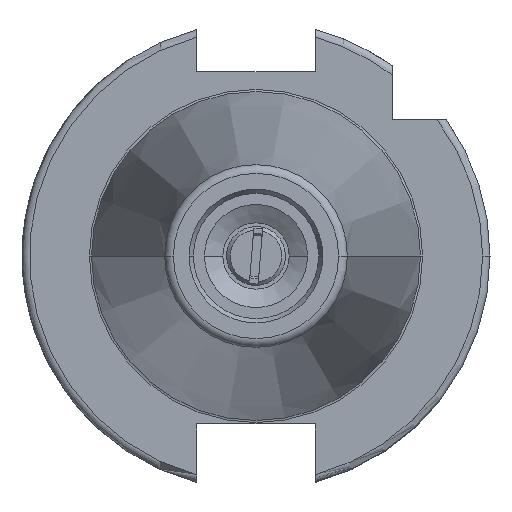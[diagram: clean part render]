
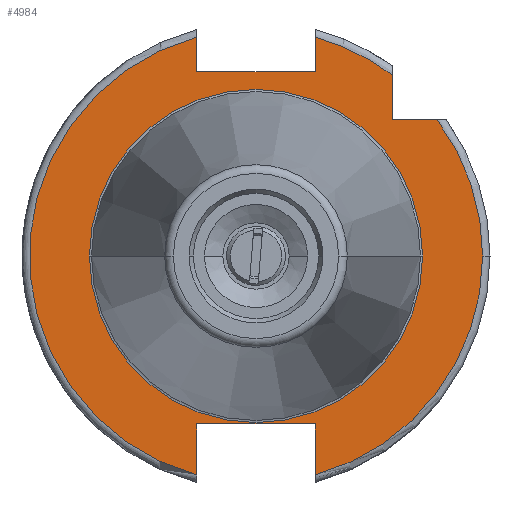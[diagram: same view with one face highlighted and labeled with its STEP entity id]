
A CAD part, left-side view. The second image highlights one B-rep face of the part: STEP entity #4984.
In plain terms, the highlighted planar face has unit normal (-1, 0, 0).
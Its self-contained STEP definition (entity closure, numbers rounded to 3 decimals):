
#4715 = VERTEX_POINT ( 'NONE', #14441 ) ;
#4717 = EDGE_CURVE ( 'NONE', #4715, #4718, #14440, .T. ) ;
#4718 = VERTEX_POINT ( 'NONE', #14435 ) ;
#4883 = EDGE_CURVE ( 'NONE', #4884, #4908, #14828, .T. ) ;
#4884 = VERTEX_POINT ( 'NONE', #14823 ) ;
#4908 = VERTEX_POINT ( 'NONE', #14887 ) ;
#4925 = EDGE_LOOP ( 'NONE', ( #4985, #4987 ) ) ;
#4965 = EDGE_CURVE ( 'NONE', #5048, #4991, #14968, .T. ) ;
#4970 = EDGE_CURVE ( 'NONE', #4971, #4995, #15023, .T. ) ;
#4971 = VERTEX_POINT ( 'NONE', #15019 ) ;
#4972 = ORIENTED_EDGE ( 'NONE', *, *, #4973, .F. ) ;
#4973 = EDGE_CURVE ( 'NONE', #4974, #4971, #15018, .T. ) ;
#4974 = VERTEX_POINT ( 'NONE', #15014 ) ;
#4975 = ORIENTED_EDGE ( 'NONE', *, *, #4976, .T. ) ;
#4976 = EDGE_CURVE ( 'NONE', #4974, #4977, #15013, .T. ) ;
#4977 = VERTEX_POINT ( 'NONE', #15008 ) ;
#4978 = ORIENTED_EDGE ( 'NONE', *, *, #4979, .T. ) ;
#4979 = EDGE_CURVE ( 'NONE', #4977, #4980, #15007, .T. ) ;
#4980 = VERTEX_POINT ( 'NONE', #15003 ) ;
#4981 = ORIENTED_EDGE ( 'NONE', *, *, #4982, .F. ) ;
#4982 = EDGE_CURVE ( 'NONE', #4983, #4980, #15002, .T. ) ;
#4983 = VERTEX_POINT ( 'NONE', #14998 ) ;
#4984 = ADVANCED_FACE ( 'NONE', ( #14997, #14996 ), #14995, .F. ) ;
#4985 = ORIENTED_EDGE ( 'NONE', *, *, #4986, .F. ) ;
#4986 = EDGE_CURVE ( 'NONE', #4718, #4715, #15051, .T. ) ;
#4987 = ORIENTED_EDGE ( 'NONE', *, *, #4717, .F. ) ;
#4988 = EDGE_LOOP ( 'NONE', ( #4989, #4992, #4993, #4996, #4972, #4975, #4978, #4981, #5040, #5043, #5046, #5049 ) ) ;
#4989 = ORIENTED_EDGE ( 'NONE', *, *, #4990, .F. ) ;
#4990 = EDGE_CURVE ( 'NONE', #4884, #4991, #15046, .T. ) ;
#4991 = VERTEX_POINT ( 'NONE', #15042 ) ;
#4992 = ORIENTED_EDGE ( 'NONE', *, *, #4883, .T. ) ;
#4993 = ORIENTED_EDGE ( 'NONE', *, *, #4994, .T. ) ;
#4994 = EDGE_CURVE ( 'NONE', #4908, #4995, #15041, .T. ) ;
#4995 = VERTEX_POINT ( 'NONE', #15036 ) ;
#4996 = ORIENTED_EDGE ( 'NONE', *, *, #4970, .F. ) ;
#5040 = ORIENTED_EDGE ( 'NONE', *, *, #5041, .T. ) ;
#5041 = EDGE_CURVE ( 'NONE', #4983, #5042, #15118, .T. ) ;
#5042 = VERTEX_POINT ( 'NONE', #15114 ) ;
#5043 = ORIENTED_EDGE ( 'NONE', *, *, #5044, .T. ) ;
#5044 = EDGE_CURVE ( 'NONE', #5042, #5045, #15177, .T. ) ;
#5045 = VERTEX_POINT ( 'NONE', #15113 ) ;
#5046 = ORIENTED_EDGE ( 'NONE', *, *, #5047, .F. ) ;
#5047 = EDGE_CURVE ( 'NONE', #5048, #5045, #15172, .T. ) ;
#5048 = VERTEX_POINT ( 'NONE', #15168 ) ;
#5049 = ORIENTED_EDGE ( 'NONE', *, *, #4965, .T. ) ;
#14435 = CARTESIAN_POINT ( 'NONE',  ( 3.679, -22.625, 0. ) ) ;
#14436 = DIRECTION ( 'NONE',  ( 0., -1., 0. ) ) ;
#14437 = DIRECTION ( 'NONE',  ( -1., 0., 0. ) ) ;
#14438 = CARTESIAN_POINT ( 'NONE',  ( 3.679, 0., 0. ) ) ;
#14439 = AXIS2_PLACEMENT_3D ( 'NONE', #14438, #14437, #14436 ) ;
#14440 = CIRCLE ( 'NONE', #14439, 22.625 ) ;
#14441 = CARTESIAN_POINT ( 'NONE',  ( 3.679, 22.625, 0. ) ) ;
#14823 = CARTESIAN_POINT ( 'NONE',  ( 3.679, -8.05, -29.704 ) ) ;
#14824 = DIRECTION ( 'NONE',  ( 0., -1., 0. ) ) ;
#14825 = DIRECTION ( 'NONE',  ( -1., 0., 0. ) ) ;
#14826 = CARTESIAN_POINT ( 'NONE',  ( 3.679, 0., 0. ) ) ;
#14827 = AXIS2_PLACEMENT_3D ( 'NONE', #14826, #14825, #14824 ) ;
#14828 = CIRCLE ( 'NONE', #14827, 30.775 ) ;
#14887 = CARTESIAN_POINT ( 'NONE',  ( 3.679, -30.775, 0. ) ) ;
#14965 = DIRECTION ( 'NONE',  ( 0., -1., 0. ) ) ;
#14966 = VECTOR ( 'NONE', #14965, 1000. ) ;
#14967 = CARTESIAN_POINT ( 'NONE',  ( 3.679, 30.775, -22.8 ) ) ;
#14968 = LINE ( 'NONE', #14967, #14966 ) ;
#14990 = DIRECTION ( 'NONE',  ( 0., 1., 0. ) ) ;
#14991 = DIRECTION ( 'NONE',  ( 1., 0., 0. ) ) ;
#14992 = CARTESIAN_POINT ( 'NONE',  ( 3.679, 30.775, 0. ) ) ;
#14993 = AXIS2_PLACEMENT_3D ( 'NONE', #14992, #14991, #14990 ) ;
#14995 = PLANE ( 'NONE',  #14993 ) ;
#14996 = FACE_OUTER_BOUND ( 'NONE', #4988, .T. ) ;
#14997 = FACE_BOUND ( 'NONE', #4925, .T. ) ;
#14998 = CARTESIAN_POINT ( 'NONE',  ( 3.679, 8.05, 25. ) ) ;
#14999 = DIRECTION ( 'NONE',  ( 0., -1., 0. ) ) ;
#15000 = VECTOR ( 'NONE', #14999, 1000. ) ;
#15001 = CARTESIAN_POINT ( 'NONE',  ( 3.679, 30.775, 25. ) ) ;
#15002 = LINE ( 'NONE', #15001, #15000 ) ;
#15003 = CARTESIAN_POINT ( 'NONE',  ( 3.679, -8.05, 25. ) ) ;
#15004 = DIRECTION ( 'NONE',  ( 0., 0., -1. ) ) ;
#15005 = VECTOR ( 'NONE', #15004, 1000. ) ;
#15006 = CARTESIAN_POINT ( 'NONE',  ( 3.679, -8.05, 0. ) ) ;
#15007 = LINE ( 'NONE', #15006, #15005 ) ;
#15008 = CARTESIAN_POINT ( 'NONE',  ( 3.679, -8.05, 29.704 ) ) ;
#15009 = DIRECTION ( 'NONE',  ( 0., -1., 0. ) ) ;
#15010 = DIRECTION ( 'NONE',  ( -1., 0., 0. ) ) ;
#15011 = CARTESIAN_POINT ( 'NONE',  ( 3.679, 0., 0. ) ) ;
#15012 = AXIS2_PLACEMENT_3D ( 'NONE', #15011, #15010, #15009 ) ;
#15013 = CIRCLE ( 'NONE', #15012, 30.775 ) ;
#15014 = CARTESIAN_POINT ( 'NONE',  ( 3.679, -18.5, 24.594 ) ) ;
#15015 = DIRECTION ( 'NONE',  ( 0., 0., -1. ) ) ;
#15016 = VECTOR ( 'NONE', #15015, 1000. ) ;
#15017 = CARTESIAN_POINT ( 'NONE',  ( 3.679, -18.5, 25.834 ) ) ;
#15018 = LINE ( 'NONE', #15017, #15016 ) ;
#15019 = CARTESIAN_POINT ( 'NONE',  ( 3.679, -18.5, 18.5 ) ) ;
#15020 = DIRECTION ( 'NONE',  ( 0., -1., 0. ) ) ;
#15021 = VECTOR ( 'NONE', #15020, 1000. ) ;
#15022 = CARTESIAN_POINT ( 'NONE',  ( 3.679, -18.5, 18.5 ) ) ;
#15023 = LINE ( 'NONE', #15022, #15021 ) ;
#15036 = CARTESIAN_POINT ( 'NONE',  ( 3.679, -24.594, 18.5 ) ) ;
#15037 = DIRECTION ( 'NONE',  ( 0., -1., 0. ) ) ;
#15038 = DIRECTION ( 'NONE',  ( -1., 0., 0. ) ) ;
#15039 = CARTESIAN_POINT ( 'NONE',  ( 3.679, 0., 0. ) ) ;
#15040 = AXIS2_PLACEMENT_3D ( 'NONE', #15039, #15038, #15037 ) ;
#15041 = CIRCLE ( 'NONE', #15040, 30.775 ) ;
#15042 = CARTESIAN_POINT ( 'NONE',  ( 3.679, -8.05, -22.8 ) ) ;
#15043 = DIRECTION ( 'NONE',  ( 0., 0., 1. ) ) ;
#15044 = VECTOR ( 'NONE', #15043, 1000. ) ;
#15045 = CARTESIAN_POINT ( 'NONE',  ( 3.679, -8.05, 0. ) ) ;
#15046 = LINE ( 'NONE', #15045, #15044 ) ;
#15047 = DIRECTION ( 'NONE',  ( 0., -1., 0. ) ) ;
#15048 = DIRECTION ( 'NONE',  ( -1., 0., 0. ) ) ;
#15049 = CARTESIAN_POINT ( 'NONE',  ( 3.679, 0., 0. ) ) ;
#15050 = AXIS2_PLACEMENT_3D ( 'NONE', #15049, #15048, #15047 ) ;
#15051 = CIRCLE ( 'NONE', #15050, 22.625 ) ;
#15113 = CARTESIAN_POINT ( 'NONE',  ( 3.679, 8.05, -29.704 ) ) ;
#15114 = CARTESIAN_POINT ( 'NONE',  ( 3.679, 8.05, 29.704 ) ) ;
#15115 = DIRECTION ( 'NONE',  ( 0., 0., 1. ) ) ;
#15116 = VECTOR ( 'NONE', #15115, 1000. ) ;
#15117 = CARTESIAN_POINT ( 'NONE',  ( 3.679, 8.05, 0. ) ) ;
#15118 = LINE ( 'NONE', #15117, #15116 ) ;
#15168 = CARTESIAN_POINT ( 'NONE',  ( 3.679, 8.05, -22.8 ) ) ;
#15169 = DIRECTION ( 'NONE',  ( 0., 0., -1. ) ) ;
#15170 = VECTOR ( 'NONE', #15169, 1000. ) ;
#15171 = CARTESIAN_POINT ( 'NONE',  ( 3.679, 8.05, 0. ) ) ;
#15172 = LINE ( 'NONE', #15171, #15170 ) ;
#15173 = DIRECTION ( 'NONE',  ( 0., -1., 0. ) ) ;
#15174 = DIRECTION ( 'NONE',  ( -1., 0., 0. ) ) ;
#15175 = CARTESIAN_POINT ( 'NONE',  ( 3.679, 0., 0. ) ) ;
#15176 = AXIS2_PLACEMENT_3D ( 'NONE', #15175, #15174, #15173 ) ;
#15177 = CIRCLE ( 'NONE', #15176, 30.775 ) ;
